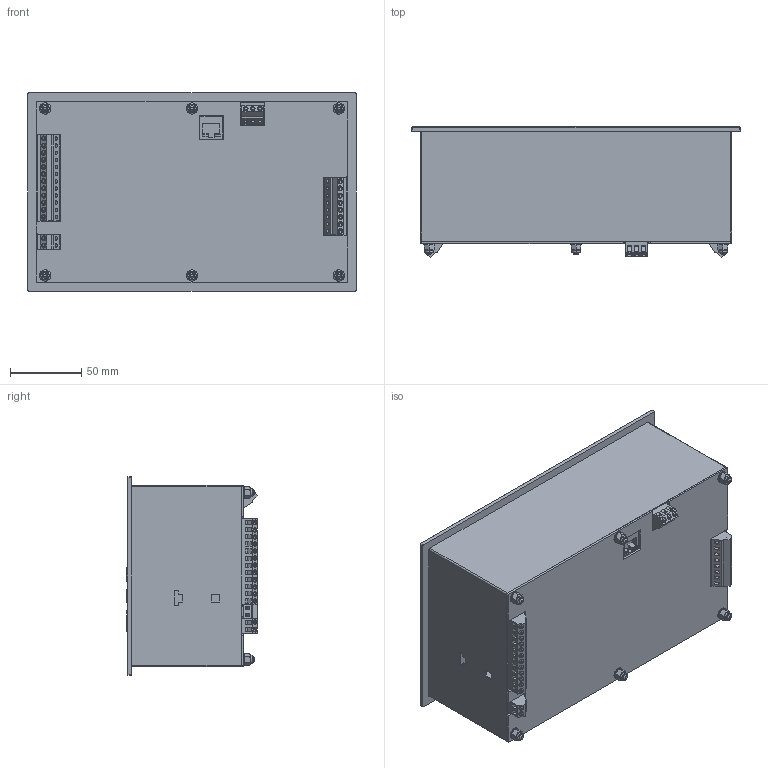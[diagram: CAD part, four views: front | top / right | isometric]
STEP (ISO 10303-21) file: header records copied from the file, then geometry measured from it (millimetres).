
FILE_DESCRIPTION(('TFLEX Exchange Step'),'2;1');
FILE_NAME('3D-модель прибора 18E6_E.stp', '2020-10-20T20:25:44+05:00',('Алексей'),('Unknown organisation'),'TFLEX Exchange 2019.1','T-FLEX CAD','Unknown authorisation');
FILE_SCHEMA( ('AUTOMOTIVE_DESIGN { 1 0 10303 214 1 1 1 1 }') );
Length unit declared in the file: millimetre
Products named in the file (18): USB; Этикетка2:12; Этикетка2; Eth; Клемма:3; Клемма; <Гайки стопорные>Гайка ГОСТ Р 50273-92; <Шпильки>Шпилька ГОСТ 22038-76; <Шайбы>Шайба ГОСТ 10450-78; Клемма кр:4; Клемма кр; Клемма:9; Клемма:13; Этикетка; Корпус; _18E6_E
Assembly tree (56 placements, depth 3):
  _18E6_E
    USB
    Этикетка2
      Этикетка2:12  x4
    Eth
    Клемма
      Клемма:3  x2
    <Гайки стопорные>Гайка ГОСТ Р 50273-92  x6
    <Шпильки>Шпилька ГОСТ 22038-76  x6
    <Шайбы>Шайба ГОСТ 10450-78  x6
    Клемма кр
      Клемма кр:4  x3
    Клемма
      Клемма:9  x8
    Клемма
      Клемма:13  x12
    Этикетка
    Корпус
Bounding box: 230 x 91.33 x 139 mm (x, y, z)
Volume: 231740.8 mm3; surface area: 314697.6 mm2
Topology: 81 solids, 81 shells, 1422 faces, 3425 edges, 2220 vertices
Faces by surface type: plane 1060, cylinder 206, bspline 88, cone 42, torus 22, sphere 4
Full cylindrical faces by diameter (mm): 3.242 x6, 3.5 x50
Entity records: 34161 total; most frequent: CARTESIAN_POINT 7014, ORIENTED_EDGE 5508, DIRECTION 5271, EDGE_CURVE 2754, VECTOR 2055, LINE 2055, VERTEX_POINT 1791, AXIS2_PLACEMENT_3D 1608
